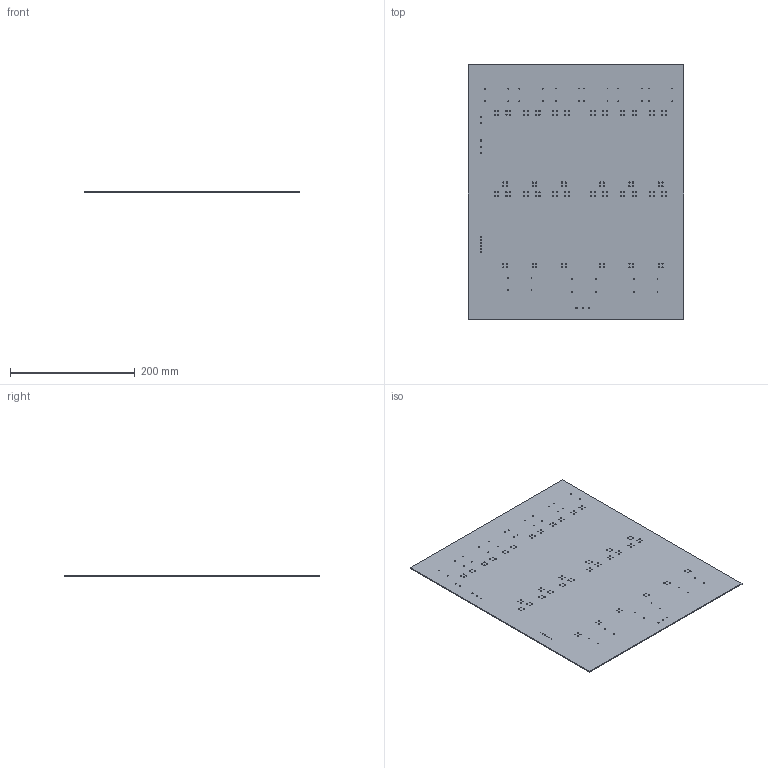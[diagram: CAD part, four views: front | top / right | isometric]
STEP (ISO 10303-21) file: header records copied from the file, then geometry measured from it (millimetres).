
FILE_DESCRIPTION(('KiCad electronic assembly'),'2;1');
FILE_NAME('PowerDistrobution2L.step','2025-11-10T12:11:58',('Pcbnew'),( 'Kicad'),'Open CASCADE STEP processor 7.8','KiCad to STEP converter' ,'Unknown');
FILE_SCHEMA(('AUTOMOTIVE_DESIGN { 1 0 10303 214 1 1 1 1 }'));
Length unit declared in the file: millimetre
Products named in the file (2): PowerDistrobution2L 1; PowerDistrobution2L_PCB
Assembly tree (1 placements, depth 2):
  PowerDistrobution2L 1
    PowerDistrobution2L_PCB
Bounding box: 345 x 407 x 1.51 mm (x, y, z)
Volume: 211288.2 mm3; surface area: 283763.3 mm2
Topology: 1 solids, 1 shells, 200 faces, 594 edges, 396 vertices
Faces by surface type: cylinder 194, plane 6
Full cylindrical faces by diameter (mm): 1.3 x6, 1.5 x36, 1.85 x144, 2.2 x8
Entity records: 7759 total; most frequent: DIRECTION 1386, CARTESIAN_POINT 1192, ORIENTED_EDGE 1188, EDGE_CURVE 594, AXIS2_PLACEMENT_3D 590, FACE_BOUND 588, EDGE_LOOP 588, VERTEX_POINT 396
